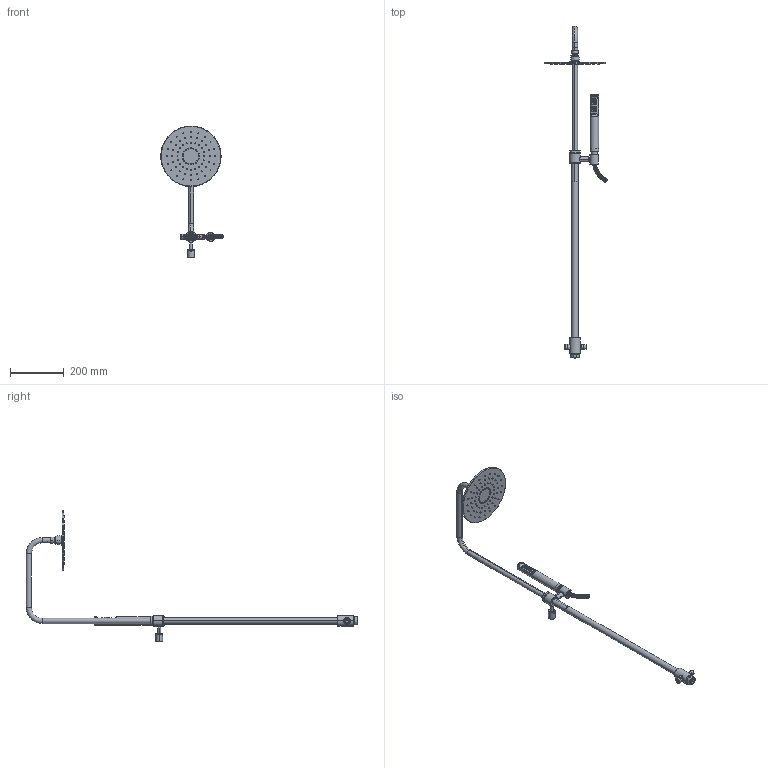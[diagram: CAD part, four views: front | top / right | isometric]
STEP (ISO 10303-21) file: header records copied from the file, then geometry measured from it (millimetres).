
FILE_DESCRIPTION((''),'2;1');
FILE_NAME('ZCOL613CR','2021-11-11T11:26:41',('ut3'),('PAFFONI SpA'),'CREO PARAMETRIC BY PTC INC, 2020044','CREO PARAMETRIC BY PTC INC, 2020044','');
FILE_SCHEMA(('CONFIG_CONTROL_DESIGN','SHAPE_APPEARANCE_LAYERS_GROUPS'));
Length unit declared in the file: millimetre
Products named in the file (1): ZCOL613CR
Bounding box: 232.9 x 1235 x 491.1 mm (x, y, z)
Volume: 637809 mm3; surface area: 404355.9 mm2
Topology: 9 solids, 10 shells, 1206 faces, 2648 edges, 1676 vertices
Faces by surface type: cylinder 464, plane 348, cone 259, torus 66, bspline 59, sphere 10
Entity records: 83391 total; most frequent: CARTESIAN_POINT 47548, DIRECTION 6012, ORIENTED_EDGE 5270, EDGE_CURVE 2635, AXIS2_PLACEMENT_3D 2519, VERTEX_POINT 1674, EDGE_LOOP 1545, CIRCLE 1372
